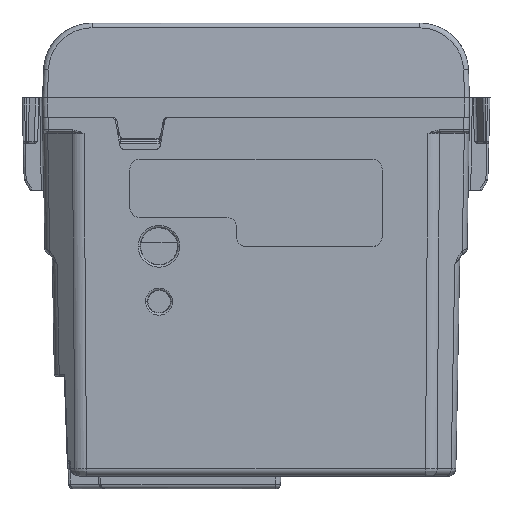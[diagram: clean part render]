
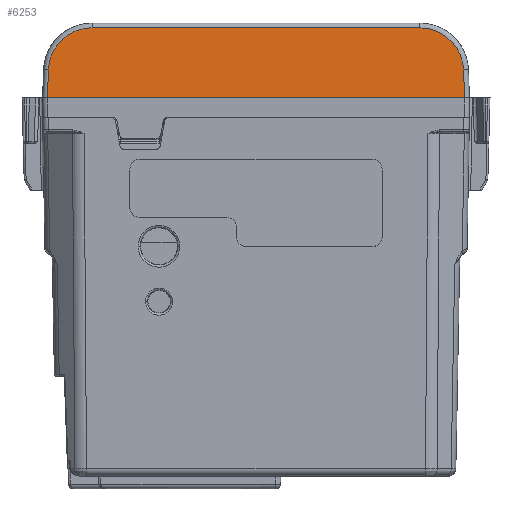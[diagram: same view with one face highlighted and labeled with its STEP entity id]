
A CAD part, left-side view. The second image highlights one B-rep face of the part: STEP entity #6253.
In plain terms, the highlighted planar face has unit normal (-0.999, 0, 0.035).
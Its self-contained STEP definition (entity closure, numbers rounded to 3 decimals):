
#6215=AXIS2_PLACEMENT_3D('Plane Axis2P3D',#6212,#6213,#6214) ;
#3006=CARTESIAN_POINT('Vertex',(-11.,21.5,2.)) ;
#3510=CARTESIAN_POINT('Line Origine',(-10.891,21.391,5.132)) ;
#3514=CARTESIAN_POINT('Vertex',(-10.9,21.4,4.874)) ;
#6166=CARTESIAN_POINT('Control Point',(-10.9,21.4,4.874)) ;
#6167=CARTESIAN_POINT('Control Point',(-10.879,21.38,5.459)) ;
#6168=CARTESIAN_POINT('Control Point',(-10.859,21.264,6.04)) ;
#6169=CARTESIAN_POINT('Control Point',(-10.839,21.055,6.597)) ;
#6170=CARTESIAN_POINT('Control Point',(-10.804,20.462,7.624)) ;
#6171=CARTESIAN_POINT('Control Point',(-10.776,19.575,8.41)) ;
#6172=CARTESIAN_POINT('Control Point',(-10.765,19.07,8.727)) ;
#6173=CARTESIAN_POINT('Control Point',(-10.754,18.324,9.04)) ;
#6174=CARTESIAN_POINT('Control Point',(-10.749,17.538,9.18)) ;
#6175=CARTESIAN_POINT('Control Point',(-10.748,17.327,9.205)) ;
#6176=CARTESIAN_POINT('Control Point',(-10.748,17.115,9.217)) ;
#6177=CARTESIAN_POINT('Control Point',(-10.748,16.903,9.217)) ;
#6178=CARTESIAN_POINT('Vertex',(-10.748,16.903,9.217)) ;
#6212=CARTESIAN_POINT('Axis2P3D Location',(-11.,-11.,2.)) ;
#6218=CARTESIAN_POINT('Control Point',(-11.,-21.5,2.)) ;
#6219=CARTESIAN_POINT('Control Point',(-10.9,-21.4,4.874)) ;
#6220=CARTESIAN_POINT('Vertex',(-10.9,-21.4,4.874)) ;
#6222=CARTESIAN_POINT('Vertex',(-11.,-21.5,2.)) ;
#6226=CARTESIAN_POINT('Control Point',(-10.748,-16.903,9.217)) ;
#6227=CARTESIAN_POINT('Control Point',(-10.748,-18.285,9.217)) ;
#6228=CARTESIAN_POINT('Control Point',(-10.766,-19.669,8.688)) ;
#6229=CARTESIAN_POINT('Control Point',(-10.804,-20.775,7.619)) ;
#6230=CARTESIAN_POINT('Control Point',(-10.851,-21.352,6.256)) ;
#6231=CARTESIAN_POINT('Control Point',(-10.9,-21.4,4.874)) ;
#6232=CARTESIAN_POINT('Vertex',(-10.748,-16.903,9.217)) ;
#6235=CARTESIAN_POINT('Line Origine',(-10.748,0.,9.217)) ;
#6240=CARTESIAN_POINT('Line Origine',(-11.,0.,2.)) ;
#3511=DIRECTION('Vector Direction',(0.035,-0.035,0.999)) ;
#6213=DIRECTION('Axis2P3D Direction',(0.999,0.,-0.035)) ;
#6214=DIRECTION('Axis2P3D XDirection',(0.,-1.,0.)) ;
#6236=DIRECTION('Vector Direction',(0.,-1.,0.)) ;
#6241=DIRECTION('Vector Direction',(0.,-1.,0.)) ;
#3512=VECTOR('Line Direction',#3511,1.) ;
#6237=VECTOR('Line Direction',#6236,1.) ;
#6242=VECTOR('Line Direction',#6241,1.) ;
#6246=ORIENTED_EDGE('',*,*,#6224,.F.) ;
#6247=ORIENTED_EDGE('',*,*,#6234,.F.) ;
#6248=ORIENTED_EDGE('',*,*,#6239,.F.) ;
#6249=ORIENTED_EDGE('',*,*,#6180,.F.) ;
#6250=ORIENTED_EDGE('',*,*,#3516,.F.) ;
#6251=ORIENTED_EDGE('',*,*,#6244,.F.) ;
#6253=ADVANCED_FACE('PartBody',(#6252),#6216,.F.) ;
#6165=B_SPLINE_CURVE_WITH_KNOTS('',5,(#6166,#6167,#6168,#6169,#6170,#6171,#6172,#6173,#6174,#6175,#6176,#6177),.UNSPECIFIED.,.F.,.U.,(6,3,3,6),(8.71,13.082,17.461,19.045),.UNSPECIFIED.) ;
#6217=B_SPLINE_CURVE_WITH_KNOTS('',1,(#6218,#6219),.UNSPECIFIED.,.F.,.U.,(2,2),(-3.92,-1.042),.UNSPECIFIED.) ;
#6225=B_SPLINE_CURVE_WITH_KNOTS('',5,(#6226,#6227,#6228,#6229,#6230,#6231),.UNSPECIFIED.,.F.,.U.,(6,6),(15.973,26.308),.UNSPECIFIED.) ;
#3516=EDGE_CURVE('',#3007,#3515,#3513,.T.) ;
#6180=EDGE_CURVE('',#3515,#6179,#6165,.T.) ;
#6224=EDGE_CURVE('',#6221,#6223,#6217,.F.) ;
#6234=EDGE_CURVE('',#6233,#6221,#6225,.T.) ;
#6239=EDGE_CURVE('',#6179,#6233,#6238,.T.) ;
#6244=EDGE_CURVE('',#6223,#3007,#6243,.F.) ;
#6245=EDGE_LOOP('',(#6246,#6247,#6248,#6249,#6250,#6251)) ;
#6252=FACE_OUTER_BOUND('',#6245,.T.) ;
#3513=LINE('Line',#3510,#3512) ;
#6238=LINE('Line',#6235,#6237) ;
#6243=LINE('Line',#6240,#6242) ;
#6216=PLANE('',#6215) ;
#3007=VERTEX_POINT('',#3006) ;
#3515=VERTEX_POINT('',#3514) ;
#6179=VERTEX_POINT('',#6178) ;
#6221=VERTEX_POINT('',#6220) ;
#6223=VERTEX_POINT('',#6222) ;
#6233=VERTEX_POINT('',#6232) ;
